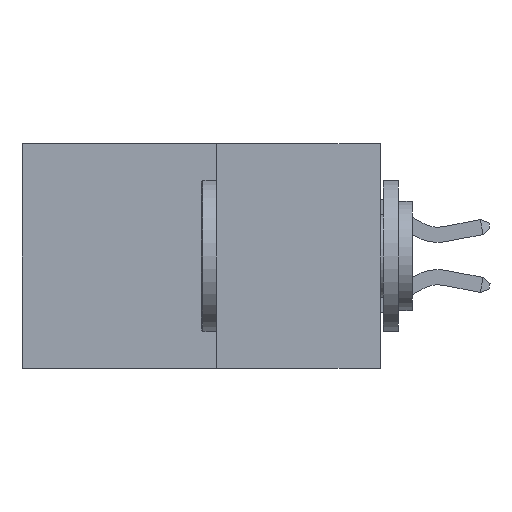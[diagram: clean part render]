
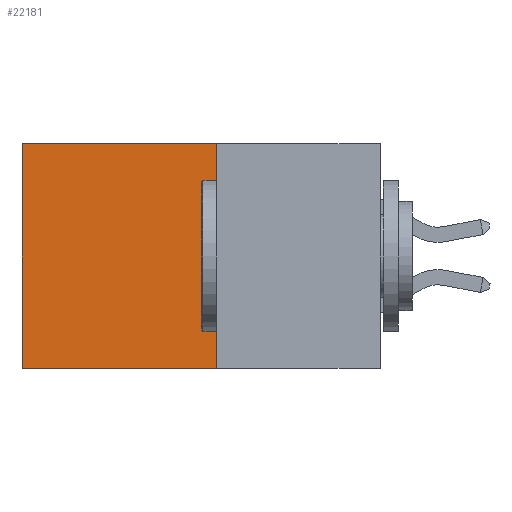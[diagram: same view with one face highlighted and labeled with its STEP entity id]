
A CAD part, left-side view. The second image highlights one B-rep face of the part: STEP entity #22181.
In plain terms, the highlighted planar face has unit normal (-1, 0, 0).
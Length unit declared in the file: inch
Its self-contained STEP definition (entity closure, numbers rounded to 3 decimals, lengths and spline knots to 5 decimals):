
#340 = ORIENTED_EDGE ( 'NONE', *, *, #19521, .T. ) ;
#407 = FACE_OUTER_BOUND ( 'NONE', #17306, .T. ) ;
#627 = VERTEX_POINT ( 'NONE', #20434 ) ;
#3094 = PLANE ( 'NONE',  #21023 ) ;
#4195 = EDGE_CURVE ( 'NONE', #627, #22545, #7044, .T. ) ;
#4307 = CARTESIAN_POINT ( 'NONE',  ( 0.277, 0.27, 0. ) ) ;
#4512 = DIRECTION ( 'NONE',  ( 0., 1., 0. ) ) ;
#6309 = VECTOR ( 'NONE', #7490, 39.37008 ) ;
#6973 = DIRECTION ( 'NONE',  ( 1., 0., 0. ) ) ;
#6978 = CARTESIAN_POINT ( 'NONE',  ( 0.277, 0.59, 0. ) ) ;
#7044 = LINE ( 'NONE', #22340, #16569 ) ;
#7207 = CARTESIAN_POINT ( 'NONE',  ( 0.277, 0.59, -0.37 ) ) ;
#7490 = DIRECTION ( 'NONE',  ( 0., 0., -1. ) ) ;
#9778 = LINE ( 'NONE', #13971, #13623 ) ;
#9893 = VERTEX_POINT ( 'NONE', #7207 ) ;
#10464 = ORIENTED_EDGE ( 'NONE', *, *, #19310, .T. ) ;
#11083 = VECTOR ( 'NONE', #15703, 39.37008 ) ;
#11997 = LINE ( 'NONE', #22617, #6309 ) ;
#13623 = VECTOR ( 'NONE', #4512, 39.37008 ) ;
#13971 = CARTESIAN_POINT ( 'NONE',  ( 0.277, 0.27, -0.37 ) ) ;
#15584 = CARTESIAN_POINT ( 'NONE',  ( 0.277, 0.27, -0.37 ) ) ;
#15703 = DIRECTION ( 'NONE',  ( 0., 1., 0. ) ) ;
#16108 = LINE ( 'NONE', #4307, #11083 ) ;
#16569 = VECTOR ( 'NONE', #22214, 39.37008 ) ;
#17306 = EDGE_LOOP ( 'NONE', ( #10464, #19740, #19802, #340 ) ) ;
#19310 = EDGE_CURVE ( 'NONE', #24101, #9893, #11997, .T. ) ;
#19521 = EDGE_CURVE ( 'NONE', #627, #24101, #16108, .T. ) ;
#19740 = ORIENTED_EDGE ( 'NONE', *, *, #21314, .F. ) ;
#19802 = ORIENTED_EDGE ( 'NONE', *, *, #4195, .F. ) ;
#20286 = DIRECTION ( 'NONE',  ( 0., 0., -1. ) ) ;
#20434 = CARTESIAN_POINT ( 'NONE',  ( 0.277, 0.27, 0. ) ) ;
#21023 = AXIS2_PLACEMENT_3D ( 'NONE', #23980, #6973, #20286 ) ;
#21314 = EDGE_CURVE ( 'NONE', #22545, #9893, #9778, .T. ) ;
#22181 = ADVANCED_FACE ( 'NONE', ( #407 ), #3094, .F. ) ;
#22214 = DIRECTION ( 'NONE',  ( 0., 0., -1. ) ) ;
#22340 = CARTESIAN_POINT ( 'NONE',  ( 0.277, 0.27, -0.37 ) ) ;
#22545 = VERTEX_POINT ( 'NONE', #15584 ) ;
#22617 = CARTESIAN_POINT ( 'NONE',  ( 0.277, 0.59, -0.37 ) ) ;
#23980 = CARTESIAN_POINT ( 'NONE',  ( 0.277, 0.27, -0.37 ) ) ;
#24101 = VERTEX_POINT ( 'NONE', #6978 ) ;
